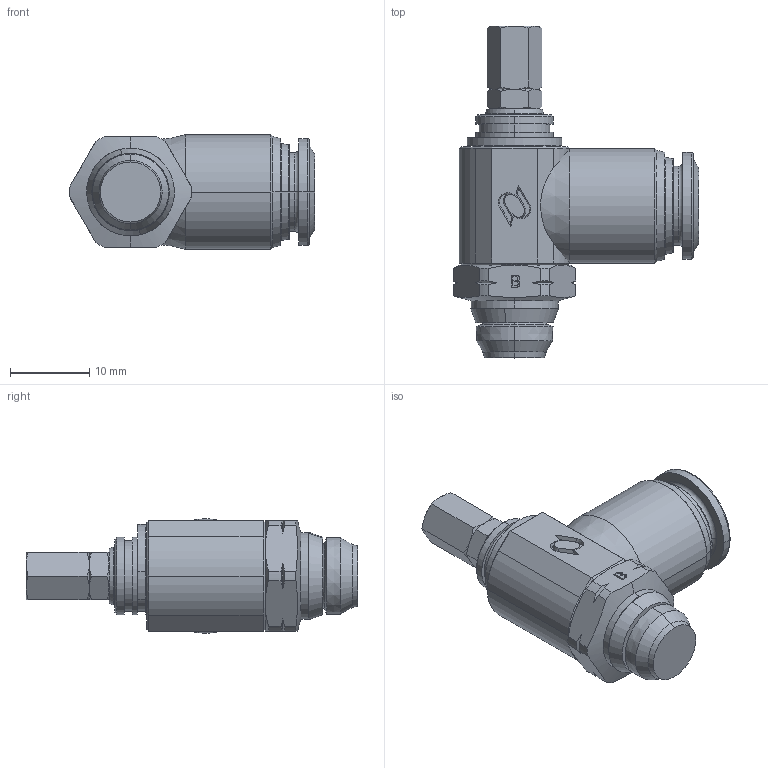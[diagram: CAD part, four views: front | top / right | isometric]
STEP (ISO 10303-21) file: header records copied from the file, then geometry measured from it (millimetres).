
FILE_DESCRIPTION (( 'STEP AP214' ), '1' );
FILE_NAME ('5792500010A.step', '2012-10-22T17:42:28', ( '' ), ( '' ), 'SwSTEP 2.0', 'SolidWorks 2012', '' );
FILE_SCHEMA (( 'AUTOMOTIVE_DESIGN' ));
Length unit declared in the file: millimetre
Products named in the file (1): 5792500010A
Bounding box: 31.05 x 42 x 14.5 mm (x, y, z)
Volume: 6586.1 mm3; surface area: 3823.1 mm2
Topology: 1 solids, 1 shells, 286 faces, 653 edges, 390 vertices
Faces by surface type: cone 96, plane 95, cylinder 59, torus 26, bspline 10
Entity records: 10484 total; most frequent: CARTESIAN_POINT 2350, DIRECTION 1349, ORIENTED_EDGE 1306, EDGE_CURVE 653, AXIS2_PLACEMENT_3D 541, VERTEX_POINT 390, EDGE_LOOP 309, ADVANCED_FACE 286
